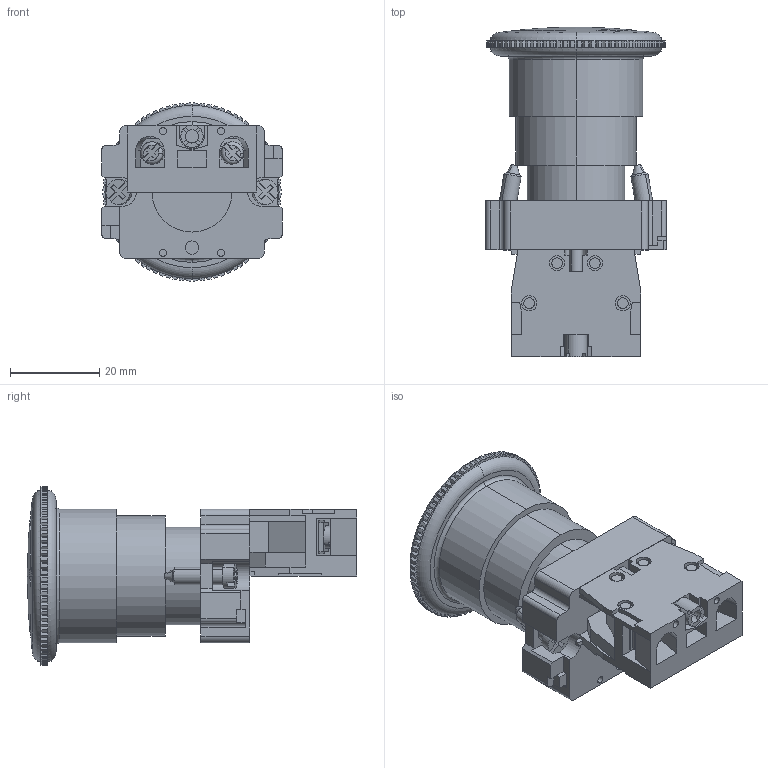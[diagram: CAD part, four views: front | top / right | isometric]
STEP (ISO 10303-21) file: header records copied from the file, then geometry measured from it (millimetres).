
FILE_DESCRIPTION (( 'STEP AP214' ), '1' );
FILE_NAME ('BBG90-BS-K04 Êíîïêà óïðàâëåíèÿ LAY5-BS542 Ãðèáîê àâàðèéíàÿ ñ ôèêñàöèåé ïîâîðîòíàÿ ÈÝÊ.STEP', '2017-11-01T11:53:49', ( '' ), ( '' ), 'SwSTEP 2.0', 'SolidWorks 2014', '' );
FILE_SCHEMA (( 'AUTOMOTIVE_DESIGN' ));
Length unit declared in the file: millimetre
Products named in the file (1): BBG90-BS-K04 Êíîïêà óïðàâëåíèÿ LAY5-BS542 Ãðèáîê àâàðèéíàÿ ñ ôèêñàöèåé ïîâîðîòíàÿ ÈÝÊ
Bounding box: 40.5 x 74 x 39.99 mm (x, y, z)
Volume: 39805.7 mm3; surface area: 16981 mm2
Topology: 4 solids, 4 shells, 865 faces, 2124 edges, 1302 vertices
Faces by surface type: plane 651, cylinder 181, torus 12, cone 8, sphere 7, bspline 6
Entity records: 25362 total; most frequent: CARTESIAN_POINT 4512, DIRECTION 4473, ORIENTED_EDGE 4248, EDGE_CURVE 2124, AXIS2_PLACEMENT_3D 1507, LINE 1459, VECTOR 1459, VERTEX_POINT 1302
